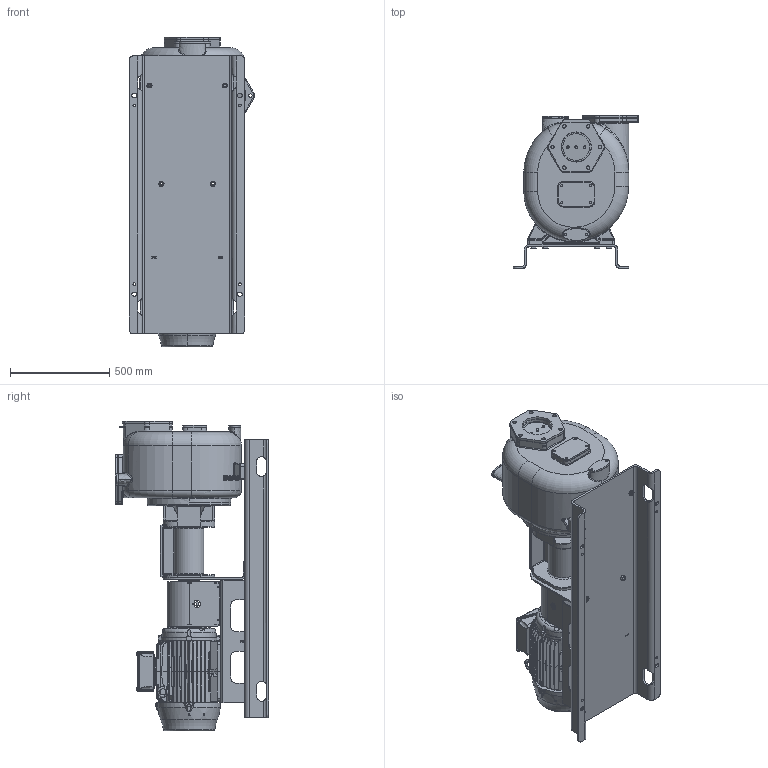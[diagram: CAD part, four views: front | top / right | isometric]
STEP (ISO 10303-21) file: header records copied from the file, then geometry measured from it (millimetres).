
FILE_DESCRIPTION((''),'2;1');
FILE_NAME('S170_BIT','2022-11-04T15:03:13',('Nicola'),(''),'CREO PARAMETRIC BY PTC INC, 2020354','CREO PARAMETRIC BY PTC INC, 2020354','');
FILE_SCHEMA(('CONFIG_CONTROL_DESIGN'));
Products named in the file (1): S170_BIT
Bounding box: 629.47 x 770 x 1559.9 mm (x, y, z)
Volume: 158673130.5 mm3; surface area: 6953175.8 mm2
Topology: 4 solids, 4 shells, 3722 faces, 9877 edges, 6190 vertices
Faces by surface type: plane 1418, cylinder 1238, bspline 509, cone 333, torus 179, sphere 25, revolution 12, extrusion 8
Entity records: 181906 total; most frequent: CARTESIAN_POINT 93357, ORIENTED_EDGE 19682, DIRECTION 17103, EDGE_CURVE 9841, AXIS2_PLACEMENT_3D 6501, VERTEX_POINT 6190, VECTOR 4089, LINE 4081
